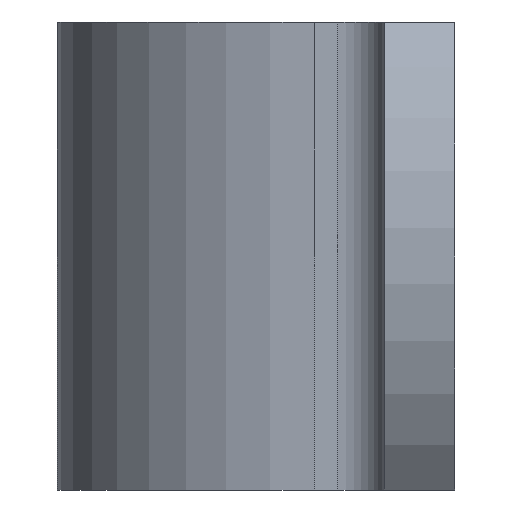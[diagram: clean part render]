
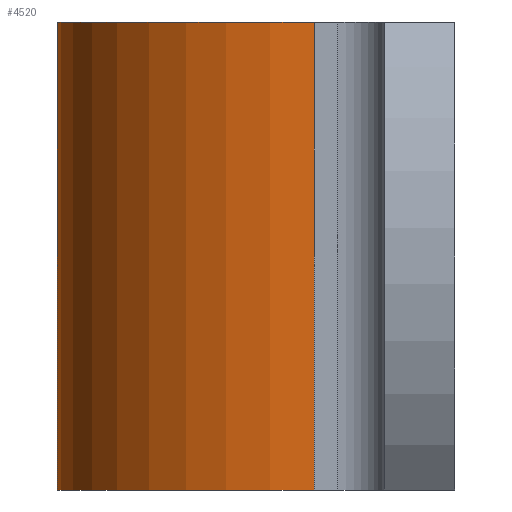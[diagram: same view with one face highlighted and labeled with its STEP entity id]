
A CAD part, left-side view. The second image highlights one B-rep face of the part: STEP entity #4520.
In plain terms, the highlighted cylindrical face has radius 11 mm (diameter 22 mm), a partial arc.
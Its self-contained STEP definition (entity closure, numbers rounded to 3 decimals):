
#450=CARTESIAN_POINT('',(17.,6.,0.));
#460=VERTEX_POINT('',#450);
#490=CARTESIAN_POINT('',(28.,6.,0.));
#500=DIRECTION('',(0.,0.,1.));
#510=DIRECTION('',(1.,0.,0.));
#520=AXIS2_PLACEMENT_3D('',#490,#500,#510);
#530=CIRCLE('',#520,11.);
#540=CARTESIAN_POINT('',(39.,6.,0.));
#550=VERTEX_POINT('',#540);
#560=EDGE_CURVE('',#550,#460,#530,.T.);
#2880=CARTESIAN_POINT('',(39.,6.,-20.));
#2890=VERTEX_POINT('',#2880);
#2920=CARTESIAN_POINT('',(28.,6.,-20.));
#2930=DIRECTION('',(0.,0.,1.));
#2940=DIRECTION('',(1.,0.,0.));
#2950=AXIS2_PLACEMENT_3D('',#2920,#2930,#2940);
#2960=CIRCLE('',#2950,11.);
#2970=CARTESIAN_POINT('',(17.,6.,-20.));
#2980=VERTEX_POINT('',#2970);
#2990=EDGE_CURVE('',#2890,#2980,#2960,.T.);
#4260=CARTESIAN_POINT('',(17.,6.,0.));
#4270=DIRECTION('',(0.,0.,-1.));
#4280=VECTOR('',#4270,1.);
#4290=LINE('',#4260,#4280);
#4300=EDGE_CURVE('',#460,#2980,#4290,.T.);
#4360=CARTESIAN_POINT('',(28.,6.,0.));
#4370=DIRECTION('',(0.,0.,1.));
#4380=DIRECTION('',(1.,0.,0.));
#4390=AXIS2_PLACEMENT_3D('',#4360,#4370,#4380);
#4400=CYLINDRICAL_SURFACE('',#4390,11.);
#4410=ORIENTED_EDGE('',*,*,#4300,.F.);
#4420=ORIENTED_EDGE('',*,*,#2990,.T.);
#4430=CARTESIAN_POINT('',(39.,6.,0.));
#4440=DIRECTION('',(0.,0.,-1.));
#4450=VECTOR('',#4440,1.);
#4460=LINE('',#4430,#4450);
#4470=EDGE_CURVE('',#550,#2890,#4460,.T.);
#4480=ORIENTED_EDGE('',*,*,#4470,.T.);
#4490=ORIENTED_EDGE('',*,*,#560,.F.);
#4500=EDGE_LOOP('',(#4490,#4480,#4420,#4410));
#4510=FACE_OUTER_BOUND('',#4500,.T.);
#4520=ADVANCED_FACE('',(#4510),#4400,.T.);
